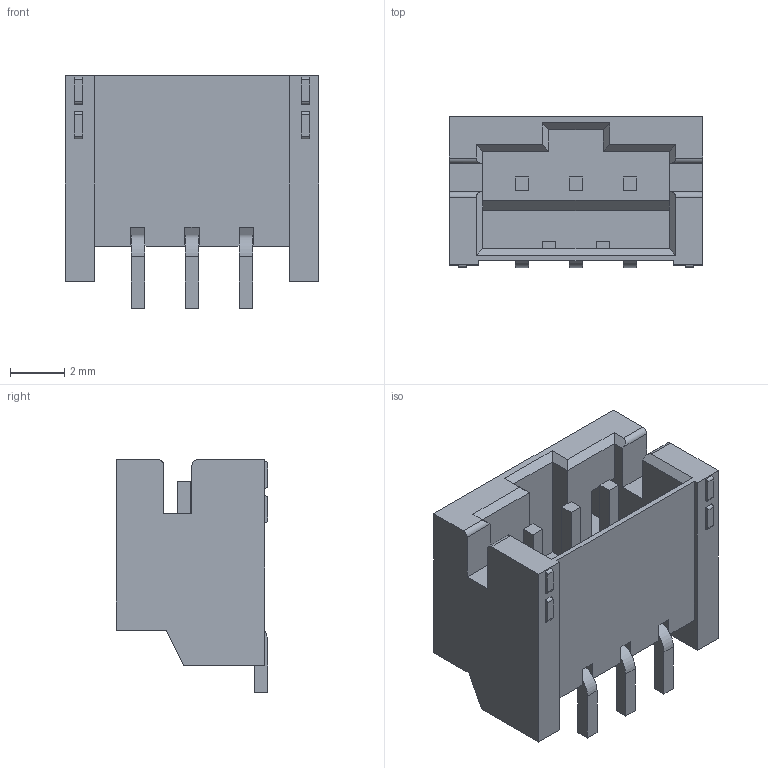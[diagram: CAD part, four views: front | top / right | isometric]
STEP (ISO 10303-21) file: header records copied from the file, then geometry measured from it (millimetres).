
FILE_DESCRIPTION((''),'2;1');
FILE_NAME('C-1775469-3','2010-06-17T',('workeradm'),('Tyco Electronics Ltd.'),'PRO/ENGINEER BY PARAMETRIC TECHNOLOGY CORPORATION, 2009300','PRO/ENGINEER BY PARAMETRIC TECHNOLOGY CORPORATION, 2009300','');
FILE_SCHEMA(('AUTOMOTIVE_DESIGN { 1 0 10303 214 1 1 1 1 }'));
Length unit declared in the file: millimetre
Products named in the file (1): C-1775469-3
Bounding box: 9.4 x 5.6 x 8.6 mm (x, y, z)
Volume: 196.4 mm3; surface area: 495.4 mm2
Topology: 1 solids, 1 shells, 140 faces, 385 edges, 252 vertices
Faces by surface type: plane 119, cylinder 21
Entity records: 4662 total; most frequent: CARTESIAN_POINT 801, ORIENTED_EDGE 770, DIRECTION 699, EDGE_CURVE 385, VECTOR 343, LINE 343, VERTEX_POINT 252, AXIS2_PLACEMENT_3D 178
